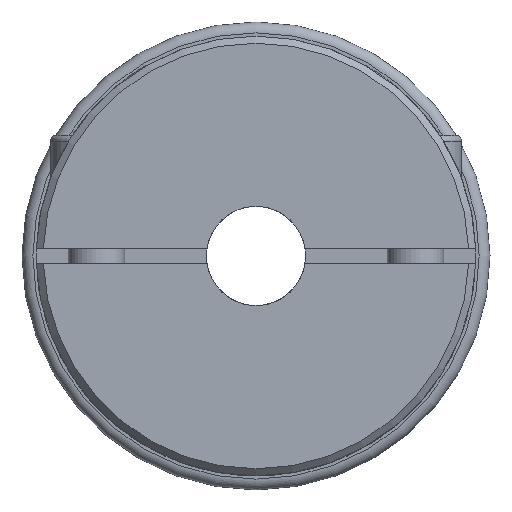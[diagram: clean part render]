
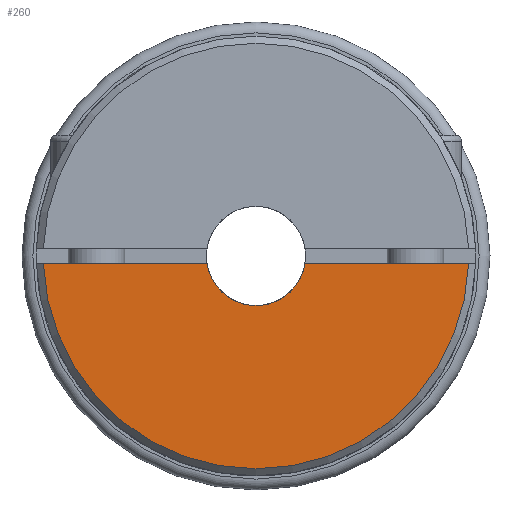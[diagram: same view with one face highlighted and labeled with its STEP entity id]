
A CAD part, left-side view. The second image highlights one B-rep face of the part: STEP entity #260.
In plain terms, the highlighted planar face has unit normal (-1, 0, 0).
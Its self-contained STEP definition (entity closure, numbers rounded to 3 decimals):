
#260 = ADVANCED_FACE( '', ( #657 ), #658, .T. );
#657 = FACE_OUTER_BOUND( '', #1236, .T. );
#658 = PLANE( '', #1237 );
#1236 = EDGE_LOOP( '', ( #1961, #1962, #1963, #1964 ) );
#1237 = AXIS2_PLACEMENT_3D( '', #1965, #1966, #1967 );
#1961 = ORIENTED_EDGE( '', *, *, #2990, .T. );
#1962 = ORIENTED_EDGE( '', *, *, #2899, .T. );
#1963 = ORIENTED_EDGE( '', *, *, #2991, .T. );
#1964 = ORIENTED_EDGE( '', *, *, #2992, .F. );
#1965 = CARTESIAN_POINT( '', ( -23.3, 0., 5.5 ) );
#1966 = DIRECTION( '', ( -1., 0., 0. ) );
#1967 = DIRECTION( '', ( 0., -1., 0. ) );
#2899 = EDGE_CURVE( '', #3376, #3377, #3378, .F. );
#2990 = EDGE_CURVE( '', #3525, #3376, #3526, .T. );
#2991 = EDGE_CURVE( '', #3377, #3527, #3528, .T. );
#2992 = EDGE_CURVE( '', #3525, #3527, #3529, .T. );
#3376 = VERTEX_POINT( '', #4188 );
#3377 = VERTEX_POINT( '', #4189 );
#3378 = CIRCLE( '', #4190, 7. );
#3525 = VERTEX_POINT( '', #4458 );
#3526 = LINE( '', #4459, #4460 );
#3527 = VERTEX_POINT( '', #4461 );
#3528 = LINE( '', #4462, #4463 );
#3529 = CIRCLE( '', #4464, 30. );
#4188 = CARTESIAN_POINT( '', ( -23.3, -6.928, -1. ) );
#4189 = CARTESIAN_POINT( '', ( -23.3, 6.928, -1. ) );
#4190 = AXIS2_PLACEMENT_3D( '', #5310, #5311, #5312 );
#4458 = CARTESIAN_POINT( '', ( -23.3, -29.983, -1. ) );
#4459 = CARTESIAN_POINT( '', ( -23.3, 0., -1. ) );
#4460 = VECTOR( '', #5431, 1000. );
#4461 = CARTESIAN_POINT( '', ( -23.3, 29.983, -1. ) );
#4462 = CARTESIAN_POINT( '', ( -23.3, 0., -1. ) );
#4463 = VECTOR( '', #5432, 1000. );
#4464 = AXIS2_PLACEMENT_3D( '', #5433, #5434, #5435 );
#5310 = CARTESIAN_POINT( '', ( -23.3, 0., 0. ) );
#5311 = DIRECTION( '', ( -1., 0., 0. ) );
#5312 = DIRECTION( '', ( 0., -1., 0. ) );
#5431 = DIRECTION( '', ( 0., 1., 0. ) );
#5432 = DIRECTION( '', ( 0., 1., 0. ) );
#5433 = CARTESIAN_POINT( '', ( -23.3, 0., 0. ) );
#5434 = DIRECTION( '', ( 1., 0., 0. ) );
#5435 = DIRECTION( '', ( 0., 0., 1. ) );
